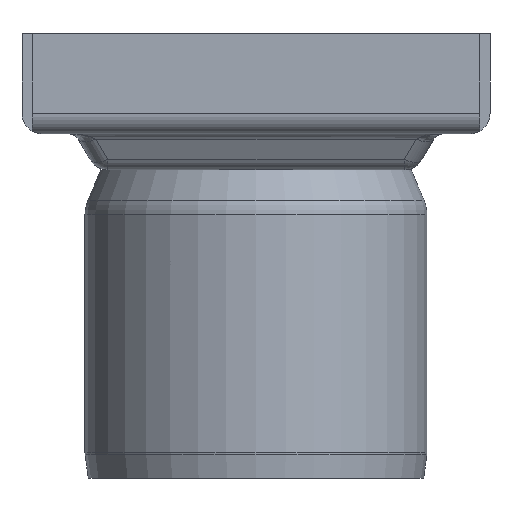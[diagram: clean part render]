
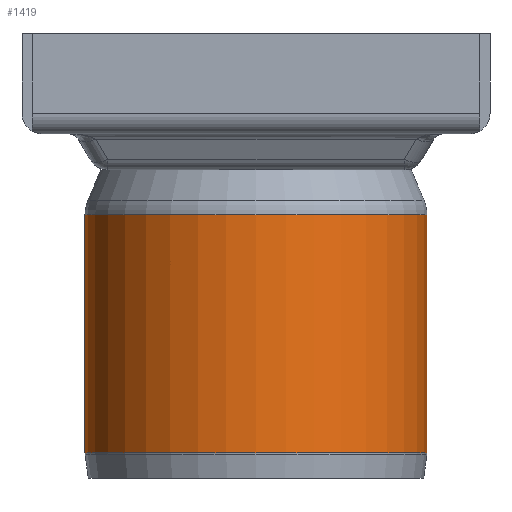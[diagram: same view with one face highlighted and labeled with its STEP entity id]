
A CAD part, front view. The second image highlights one B-rep face of the part: STEP entity #1419.
In plain terms, the highlighted cylindrical face has radius 665 mm (diameter 1330 mm), a full revolution.
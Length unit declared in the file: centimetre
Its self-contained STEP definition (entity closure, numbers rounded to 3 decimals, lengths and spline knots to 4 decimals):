
#195=FACE_OUTER_BOUND('',#293,.T.);
#293=EDGE_LOOP('',(#1253,#1254,#1255,#1256,#1257,#1258));
#405=LINE('',#2861,#512);
#512=VECTOR('',#2030,66.5);
#567=CIRCLE('',#1582,66.5);
#569=CIRCLE('',#1584,66.5);
#570=CIRCLE('',#1586,66.5);
#571=CIRCLE('',#1587,66.5);
#681=VERTEX_POINT('',#2851);
#682=VERTEX_POINT('',#2852);
#683=VERTEX_POINT('',#2857);
#684=VERTEX_POINT('',#2858);
#873=EDGE_CURVE('',#681,#682,#567,.T.);
#875=EDGE_CURVE('',#682,#681,#569,.T.);
#876=EDGE_CURVE('',#683,#684,#570,.T.);
#877=EDGE_CURVE('',#684,#683,#571,.T.);
#878=EDGE_CURVE('',#684,#682,#405,.T.);
#1253=ORIENTED_EDGE('',*,*,#876,.F.);
#1254=ORIENTED_EDGE('',*,*,#877,.F.);
#1255=ORIENTED_EDGE('',*,*,#878,.T.);
#1256=ORIENTED_EDGE('',*,*,#875,.T.);
#1257=ORIENTED_EDGE('',*,*,#873,.T.);
#1258=ORIENTED_EDGE('',*,*,#878,.F.);
#1333=CYLINDRICAL_SURFACE('',#1585,66.5);
#1419=ADVANCED_FACE('',(#195),#1333,.T.);
#1582=AXIS2_PLACEMENT_3D('',#2853,#2018,#2019);
#1584=AXIS2_PLACEMENT_3D('',#2855,#2022,#2023);
#1585=AXIS2_PLACEMENT_3D('',#2856,#2024,#2025);
#1586=AXIS2_PLACEMENT_3D('',#2859,#2026,#2027);
#1587=AXIS2_PLACEMENT_3D('',#2860,#2028,#2029);
#2018=DIRECTION('center_axis',(0.,0.,-1.));
#2019=DIRECTION('ref_axis',(1.,0.,0.));
#2022=DIRECTION('center_axis',(0.,0.,-1.));
#2023=DIRECTION('ref_axis',(1.,0.,0.));
#2024=DIRECTION('center_axis',(0.,0.,-1.));
#2025=DIRECTION('ref_axis',(-1.,0.,0.));
#2026=DIRECTION('center_axis',(0.,0.,-1.));
#2027=DIRECTION('ref_axis',(1.,0.,0.));
#2028=DIRECTION('center_axis',(0.,0.,-1.));
#2029=DIRECTION('ref_axis',(1.,0.,0.));
#2030=DIRECTION('',(0.,0.,1.));
#2851=CARTESIAN_POINT('',(724.7184,182.2406,-35.4503));
#2852=CARTESIAN_POINT('',(791.2184,248.7406,-35.4503));
#2853=CARTESIAN_POINT('Origin',(724.7184,248.7406,-35.4503));
#2855=CARTESIAN_POINT('Origin',(724.7184,248.7406,-35.4503));
#2856=CARTESIAN_POINT('Origin',(724.7184,248.7406,-81.7486));
#2857=CARTESIAN_POINT('',(724.7184,182.2406,-128.0469));
#2858=CARTESIAN_POINT('',(791.2184,248.7406,-128.0469));
#2859=CARTESIAN_POINT('Origin',(724.7184,248.7406,-128.0469));
#2860=CARTESIAN_POINT('Origin',(724.7184,248.7406,-128.0469));
#2861=CARTESIAN_POINT('',(791.2184,248.7406,-81.7486));
